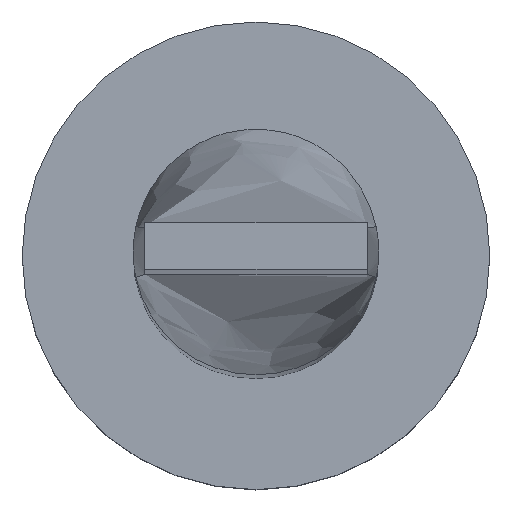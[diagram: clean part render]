
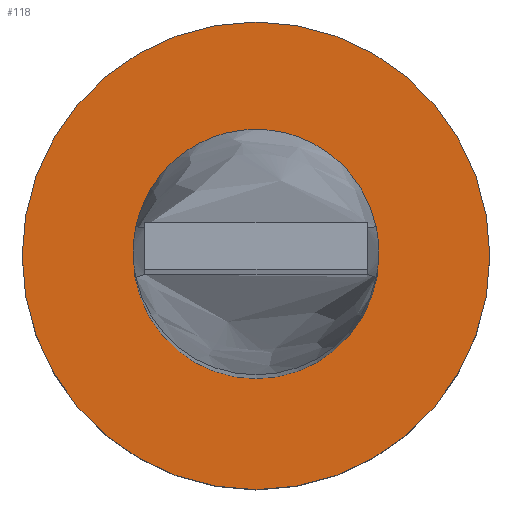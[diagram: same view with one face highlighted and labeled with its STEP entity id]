
A CAD part, top view. The second image highlights one B-rep face of the part: STEP entity #118.
In plain terms, the highlighted planar face has unit normal (0, 0, 1).
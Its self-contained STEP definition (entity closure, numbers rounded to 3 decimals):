
#17 = DIRECTION ( 'NONE',  ( 1., 0., 0. ) ) ;
#41 = DIRECTION ( 'NONE',  ( 1., 0., 0. ) ) ;
#62 = VERTEX_POINT ( 'NONE', #142 ) ;
#91 = CARTESIAN_POINT ( 'NONE',  ( -2.1, 0., 3. ) ) ;
#105 = ORIENTED_EDGE ( 'NONE', *, *, #230, .T. ) ;
#109 = VERTEX_POINT ( 'NONE', #91 ) ;
#118 = ADVANCED_FACE ( 'NONE', ( #181, #542 ), #232, .T. ) ;
#124 = AXIS2_PLACEMENT_3D ( 'NONE', #318, #539, #41 ) ;
#136 = AXIS2_PLACEMENT_3D ( 'NONE', #314, #263, #189 ) ;
#140 = VERTEX_POINT ( 'NONE', #494 ) ;
#142 = CARTESIAN_POINT ( 'NONE',  ( 2.1, 0., 3. ) ) ;
#178 = EDGE_LOOP ( 'NONE', ( #193, #323 ) ) ;
#181 = FACE_BOUND ( 'NONE', #178, .T. ) ;
#189 = DIRECTION ( 'NONE',  ( 1., 0., 0. ) ) ;
#193 = ORIENTED_EDGE ( 'NONE', *, *, #404, .F. ) ;
#206 = CIRCLE ( 'NONE', #136, 2.1 ) ;
#207 = CARTESIAN_POINT ( 'NONE',  ( 0., 0., 3. ) ) ;
#230 = EDGE_CURVE ( 'NONE', #140, #282, #472, .T. ) ;
#232 = PLANE ( 'NONE',  #124 ) ;
#263 = DIRECTION ( 'NONE',  ( 0., 0., 1. ) ) ;
#270 = CIRCLE ( 'NONE', #357, 4. ) ;
#282 = VERTEX_POINT ( 'NONE', #286 ) ;
#286 = CARTESIAN_POINT ( 'NONE',  ( 4., 0., 3. ) ) ;
#287 = DIRECTION ( 'NONE',  ( 0., 0., 1. ) ) ;
#288 = AXIS2_PLACEMENT_3D ( 'NONE', #455, #287, #383 ) ;
#307 = DIRECTION ( 'NONE',  ( 1., 0., 0. ) ) ;
#314 = CARTESIAN_POINT ( 'NONE',  ( 0., 0., 3. ) ) ;
#316 = EDGE_CURVE ( 'NONE', #62, #109, #411, .T. ) ;
#318 = CARTESIAN_POINT ( 'NONE',  ( 0., 0., 3. ) ) ;
#323 = ORIENTED_EDGE ( 'NONE', *, *, #316, .F. ) ;
#330 = DIRECTION ( 'NONE',  ( 0., 0., 1. ) ) ;
#357 = AXIS2_PLACEMENT_3D ( 'NONE', #360, #479, #307 ) ;
#360 = CARTESIAN_POINT ( 'NONE',  ( 0., 0., 3. ) ) ;
#378 = AXIS2_PLACEMENT_3D ( 'NONE', #207, #330, #17 ) ;
#383 = DIRECTION ( 'NONE',  ( 1., 0., 0. ) ) ;
#404 = EDGE_CURVE ( 'NONE', #109, #62, #206, .T. ) ;
#411 = CIRCLE ( 'NONE', #378, 2.1 ) ;
#417 = EDGE_LOOP ( 'NONE', ( #105, #540 ) ) ;
#455 = CARTESIAN_POINT ( 'NONE',  ( 0., 0., 3. ) ) ;
#472 = CIRCLE ( 'NONE', #288, 4. ) ;
#479 = DIRECTION ( 'NONE',  ( 0., 0., 1. ) ) ;
#488 = EDGE_CURVE ( 'NONE', #282, #140, #270, .T. ) ;
#494 = CARTESIAN_POINT ( 'NONE',  ( -4., 0., 3. ) ) ;
#539 = DIRECTION ( 'NONE',  ( 0., 0., 1. ) ) ;
#540 = ORIENTED_EDGE ( 'NONE', *, *, #488, .T. ) ;
#542 = FACE_OUTER_BOUND ( 'NONE', #417, .T. ) ;
